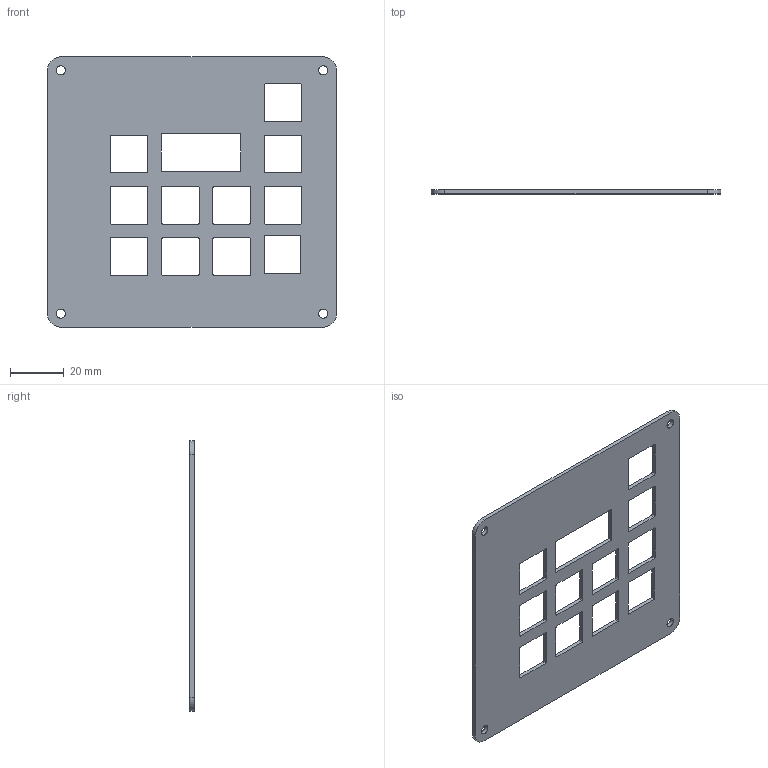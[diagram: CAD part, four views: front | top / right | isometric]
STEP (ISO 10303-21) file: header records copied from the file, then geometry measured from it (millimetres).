
FILE_DESCRIPTION(/* description */ (''),/* implementation_level */ '2;1');
FILE_NAME(/* name */ 'Top.step.step',/* time_stamp */ '2025-08-07T23:26:09-06:00',/* author */ (''),/* organization */ (''),/* preprocessor_version */ 'ST-DEVELOPER v20.1',/* originating_system */ 'Autodesk Translation Framework v14.10.0.0',/* authorisation */ '');
FILE_SCHEMA (('AUTOMOTIVE_DESIGN { 1 0 10303 214 3 1 1 }'));
Length unit declared in the file: millimetre
Products named in the file (1): 2025-07-30-18-33-08-839
Bounding box: 107.49 x 1.5 x 100.36 mm (x, y, z)
Volume: 12238.4 mm3; surface area: 18034.8 mm2
Topology: 1 solids, 1 shells, 102 faces, 300 edges, 200 vertices
Faces by surface type: plane 54, cylinder 48
Full cylindrical faces by diameter (mm): 3.4 x4
Entity records: 3517 total; most frequent: CARTESIAN_POINT 603, DIRECTION 602, ORIENTED_EDGE 600, EDGE_CURVE 300, LINE 204, VECTOR 204, VERTEX_POINT 200, AXIS2_PLACEMENT_3D 199
